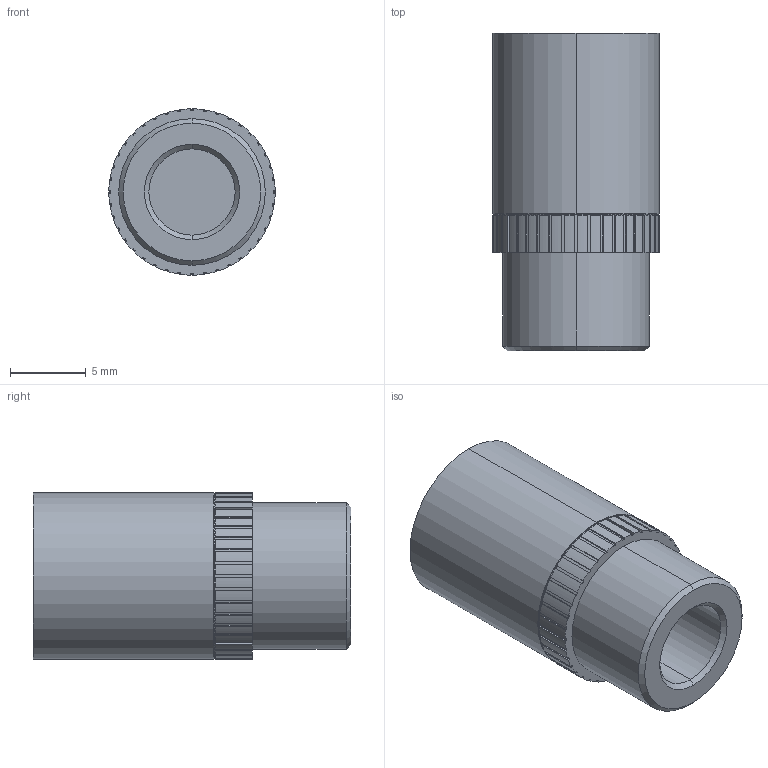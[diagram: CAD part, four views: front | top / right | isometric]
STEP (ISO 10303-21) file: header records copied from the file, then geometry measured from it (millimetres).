
FILE_DESCRIPTION (( 'STEP AP214' ), '1' );
FILE_NAME ('AN101-01.step.step', '2011-06-23T09:52:46', ( 'SysAdmin' ), ( 'SolidWorks' ), 'SwSTEP 2.0', 'SolidWorks 2011', '' );
FILE_SCHEMA (( 'AUTOMOTIVE_DESIGN' ));
Length unit declared in the file: millimetre
Products named in the file (2): AN101-01.step; AN101-01.step_AN6010 Silencer_101-01
Assembly tree (1 placements, depth 2):
  AN101-01.step
    AN101-01.step_AN6010 Silencer_101-01
Bounding box: 11 x 21 x 11 mm (x, y, z)
Volume: 1445.7 mm3; surface area: 1188.9 mm2
Topology: 1 solids, 1 shells, 298 faces, 795 edges, 502 vertices
Faces by surface type: plane 165, cylinder 87, cone 46
Entity records: 9516 total; most frequent: CARTESIAN_POINT 1863, DIRECTION 1621, ORIENTED_EDGE 1590, EDGE_CURVE 795, AXIS2_PLACEMENT_3D 604, VERTEX_POINT 502, VECTOR 413, LINE 413
